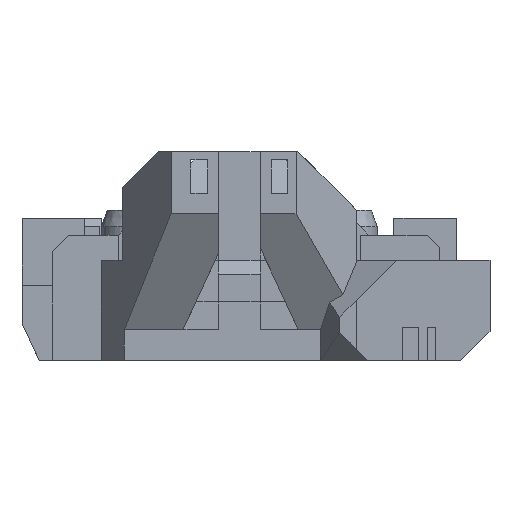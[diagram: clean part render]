
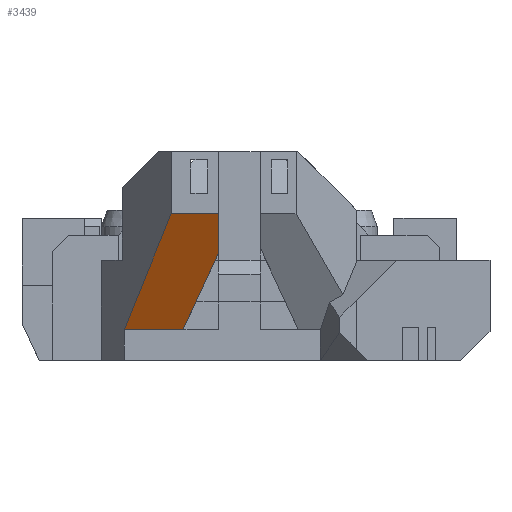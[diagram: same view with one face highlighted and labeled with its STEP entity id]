
A CAD part, front view. The second image highlights one B-rep face of the part: STEP entity #3439.
In plain terms, the highlighted planar face has unit normal (0, -0.866, -0.5).
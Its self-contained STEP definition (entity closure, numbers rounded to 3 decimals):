
#282 = PLANE('',#283);
#283 = AXIS2_PLACEMENT_3D('',#284,#285,#286);
#284 = CARTESIAN_POINT('',(0.,-12.,0.));
#285 = DIRECTION('',(0.,1.,0.));
#286 = DIRECTION('',(0.,0.,1.));
#649 = PLANE('',#650);
#650 = AXIS2_PLACEMENT_3D('',#651,#652,#653);
#651 = CARTESIAN_POINT('',(-40.604,2.787,-1.));
#652 = DIRECTION('',(-0.819,-0.574,0.));
#653 = DIRECTION('',(0.,0.,1.));
#1068 = VERTEX_POINT('',#1069);
#1069 = CARTESIAN_POINT('',(-30.249,-12.,3.706));
#1088 = EDGE_CURVE('',#1068,#1089,#1091,.T.);
#1089 = VERTEX_POINT('',#1090);
#1090 = CARTESIAN_POINT('',(-23.241,-12.,3.706));
#1091 = SURFACE_CURVE('',#1092,(#1096,#1102),.PCURVE_S1.);
#1092 = LINE('',#1093,#1094);
#1093 = CARTESIAN_POINT('',(-15.75,-12.,3.706));
#1094 = VECTOR('',#1095,1.);
#1095 = DIRECTION('',(1.,0.,0.));
#1096 = PCURVE('',#282,#1097);
#1097 = DEFINITIONAL_REPRESENTATION('',(#1098),#1101);
#1098 = B_SPLINE_CURVE_WITH_KNOTS('',1,(#1099,#1100),.UNSPECIFIED.,.F.,
  .F.,(2,2),(-15.9,-2.1),.PIECEWISE_BEZIER_KNOTS.);
#1099 = CARTESIAN_POINT('',(3.706,-31.65));
#1100 = CARTESIAN_POINT('',(3.706,-17.85));
#1101 = ( GEOMETRIC_REPRESENTATION_CONTEXT(2) 
PARAMETRIC_REPRESENTATION_CONTEXT() REPRESENTATION_CONTEXT('2D SPACE',''
  ) );
#1102 = PCURVE('',#1103,#1108);
#1103 = PLANE('',#1104);
#1104 = AXIS2_PLACEMENT_3D('',#1105,#1106,#1107);
#1105 = CARTESIAN_POINT('',(-31.5,-8.056,-3.125));
#1106 = DIRECTION('',(0.,0.866,0.5));
#1107 = DIRECTION('',(0.,-0.5,0.866));
#1108 = DEFINITIONAL_REPRESENTATION('',(#1109),#1112);
#1109 = B_SPLINE_CURVE_WITH_KNOTS('',1,(#1110,#1111),.UNSPECIFIED.,.F.,
  .F.,(2,2),(-15.9,-2.1),.PIECEWISE_BEZIER_KNOTS.);
#1110 = CARTESIAN_POINT('',(7.887,-0.15));
#1111 = CARTESIAN_POINT('',(7.887,13.65));
#1112 = ( GEOMETRIC_REPRESENTATION_CONTEXT(2) 
PARAMETRIC_REPRESENTATION_CONTEXT() REPRESENTATION_CONTEXT('2D SPACE',''
  ) );
#1294 = EDGE_CURVE('',#1068,#1295,#1297,.T.);
#1295 = VERTEX_POINT('',#1296);
#1296 = CARTESIAN_POINT('',(-24.648,-20.,17.562));
#1297 = SURFACE_CURVE('',#1298,(#1302,#1308),.PCURVE_S1.);
#1298 = LINE('',#1299,#1300);
#1299 = CARTESIAN_POINT('',(-33.901,-6.784,
    -5.328));
#1300 = VECTOR('',#1301,1.);
#1301 = DIRECTION('',(0.33,-0.472,0.817));
#1302 = PCURVE('',#649,#1303);
#1303 = DEFINITIONAL_REPRESENTATION('',(#1304),#1307);
#1304 = B_SPLINE_CURVE_WITH_KNOTS('',1,(#1305,#1306),.UNSPECIFIED.,.F.,
  .F.,(2,2),(9.357,29.699),.PIECEWISE_BEZIER_KNOTS.);
#1305 = CARTESIAN_POINT('',(3.32,-17.075));
#1306 = CARTESIAN_POINT('',(19.948,-28.795));
#1307 = ( GEOMETRIC_REPRESENTATION_CONTEXT(2) 
PARAMETRIC_REPRESENTATION_CONTEXT() REPRESENTATION_CONTEXT('2D SPACE',''
  ) );
#1308 = PCURVE('',#1103,#1309);
#1309 = DEFINITIONAL_REPRESENTATION('',(#1310),#1313);
#1310 = B_SPLINE_CURVE_WITH_KNOTS('',1,(#1311,#1312),.UNSPECIFIED.,.F.,
  .F.,(2,2),(9.357,29.699),.PIECEWISE_BEZIER_KNOTS.);
#1311 = CARTESIAN_POINT('',(6.287,0.69));
#1312 = CARTESIAN_POINT('',(25.487,7.412));
#1313 = ( GEOMETRIC_REPRESENTATION_CONTEXT(2) 
PARAMETRIC_REPRESENTATION_CONTEXT() REPRESENTATION_CONTEXT('2D SPACE',''
  ) );
#1330 = PLANE('',#1331);
#1331 = AXIS2_PLACEMENT_3D('',#1332,#1333,#1334);
#1332 = CARTESIAN_POINT('',(-30.5,-20.,3.));
#1333 = DIRECTION('',(0.,1.,0.));
#1334 = DIRECTION('',(0.,0.,1.));
#3428 = PLANE('',#3429);
#3429 = AXIS2_PLACEMENT_3D('',#3430,#3431,#3432);
#3430 = CARTESIAN_POINT('',(-28.,-22.,-6.5));
#3431 = DIRECTION('',(0.906,0.,-0.423));
#3432 = DIRECTION('',(0.423,0.,0.906));
#3439 = ADVANCED_FACE('',(#3440),#1103,.F.);
#3440 = FACE_BOUND('',#3441,.F.);
#3441 = EDGE_LOOP('',(#3442,#3470,#3489,#3490,#3491));
#3442 = ORIENTED_EDGE('',*,*,#3443,.F.);
#3443 = EDGE_CURVE('',#3444,#3446,#3448,.T.);
#3444 = VERTEX_POINT('',#3445);
#3445 = CARTESIAN_POINT('',(-19.,-17.251,12.801));
#3446 = VERTEX_POINT('',#3447);
#3447 = CARTESIAN_POINT('',(-19.,-20.,17.562));
#3448 = SURFACE_CURVE('',#3449,(#3453,#3459),.PCURVE_S1.);
#3449 = LINE('',#3450,#3451);
#3450 = CARTESIAN_POINT('',(-19.,-10.875,1.758));
#3451 = VECTOR('',#3452,1.);
#3452 = DIRECTION('',(0.,-0.5,0.866));
#3453 = PCURVE('',#1103,#3454);
#3454 = DEFINITIONAL_REPRESENTATION('',(#3455),#3458);
#3455 = B_SPLINE_CURVE_WITH_KNOTS('',1,(#3456,#3457),.UNSPECIFIED.,.F.,
  .F.,(2,2),(-1.106,20.449),.PIECEWISE_BEZIER_KNOTS.);
#3456 = CARTESIAN_POINT('',(4.532,12.5));
#3457 = CARTESIAN_POINT('',(26.087,12.5));
#3458 = ( GEOMETRIC_REPRESENTATION_CONTEXT(2) 
PARAMETRIC_REPRESENTATION_CONTEXT() REPRESENTATION_CONTEXT('2D SPACE',''
  ) );
#3459 = PCURVE('',#3460,#3465);
#3460 = PLANE('',#3461);
#3461 = AXIS2_PLACEMENT_3D('',#3462,#3463,#3464);
#3462 = CARTESIAN_POINT('',(-19.,-20.,3.));
#3463 = DIRECTION('',(1.,0.,0.));
#3464 = DIRECTION('',(0.,0.,1.));
#3465 = DEFINITIONAL_REPRESENTATION('',(#3466),#3469);
#3466 = B_SPLINE_CURVE_WITH_KNOTS('',1,(#3467,#3468),.UNSPECIFIED.,.F.,
  .F.,(2,2),(-1.106,20.449),.PIECEWISE_BEZIER_KNOTS.);
#3467 = CARTESIAN_POINT('',(-2.2,-9.678));
#3468 = CARTESIAN_POINT('',(16.467,1.1));
#3469 = ( GEOMETRIC_REPRESENTATION_CONTEXT(2) 
PARAMETRIC_REPRESENTATION_CONTEXT() REPRESENTATION_CONTEXT('2D SPACE',''
  ) );
#3470 = ORIENTED_EDGE('',*,*,#3471,.F.);
#3471 = EDGE_CURVE('',#1089,#3444,#3472,.T.);
#3472 = SURFACE_CURVE('',#3473,(#3477,#3483),.PCURVE_S1.);
#3473 = LINE('',#3474,#3475);
#3474 = CARTESIAN_POINT('',(-26.189,-8.35,
    -2.617));
#3475 = VECTOR('',#3476,1.);
#3476 = DIRECTION('',(0.374,-0.464,0.803));
#3477 = PCURVE('',#1103,#3478);
#3478 = DEFINITIONAL_REPRESENTATION('',(#3479),#3482);
#3479 = B_SPLINE_CURVE_WITH_KNOTS('',1,(#3480,#3481),.UNSPECIFIED.,.F.,
  .F.,(2,2),(5.717,22.477),.PIECEWISE_BEZIER_KNOTS.);
#3480 = CARTESIAN_POINT('',(5.887,7.451));
#3481 = CARTESIAN_POINT('',(21.429,13.727));
#3482 = ( GEOMETRIC_REPRESENTATION_CONTEXT(2) 
PARAMETRIC_REPRESENTATION_CONTEXT() REPRESENTATION_CONTEXT('2D SPACE',''
  ) );
#3483 = PCURVE('',#3428,#3484);
#3484 = DEFINITIONAL_REPRESENTATION('',(#3485),#3488);
#3485 = B_SPLINE_CURVE_WITH_KNOTS('',1,(#3486,#3487),.UNSPECIFIED.,.F.,
  .F.,(2,2),(5.717,22.477),.PIECEWISE_BEZIER_KNOTS.);
#3486 = CARTESIAN_POINT('',(9.35,-11.));
#3487 = CARTESIAN_POINT('',(24.2,-3.229));
#3488 = ( GEOMETRIC_REPRESENTATION_CONTEXT(2) 
PARAMETRIC_REPRESENTATION_CONTEXT() REPRESENTATION_CONTEXT('2D SPACE',''
  ) );
#3489 = ORIENTED_EDGE('',*,*,#1088,.F.);
#3490 = ORIENTED_EDGE('',*,*,#1294,.T.);
#3491 = ORIENTED_EDGE('',*,*,#3492,.T.);
#3492 = EDGE_CURVE('',#1295,#3446,#3493,.T.);
#3493 = SURFACE_CURVE('',#3494,(#3498,#3504),.PCURVE_S1.);
#3494 = LINE('',#3495,#3496);
#3495 = CARTESIAN_POINT('',(-31.,-20.,17.562));
#3496 = VECTOR('',#3497,1.);
#3497 = DIRECTION('',(1.,0.,0.));
#3498 = PCURVE('',#1103,#3499);
#3499 = DEFINITIONAL_REPRESENTATION('',(#3500),#3503);
#3500 = B_SPLINE_CURVE_WITH_KNOTS('',1,(#3501,#3502),.UNSPECIFIED.,.F.,
  .F.,(2,2),(-0.65,13.15),.PIECEWISE_BEZIER_KNOTS.);
#3501 = CARTESIAN_POINT('',(23.887,-0.15));
#3502 = CARTESIAN_POINT('',(23.887,13.65));
#3503 = ( GEOMETRIC_REPRESENTATION_CONTEXT(2) 
PARAMETRIC_REPRESENTATION_CONTEXT() REPRESENTATION_CONTEXT('2D SPACE',''
  ) );
#3504 = PCURVE('',#1330,#3505);
#3505 = DEFINITIONAL_REPRESENTATION('',(#3506),#3509);
#3506 = B_SPLINE_CURVE_WITH_KNOTS('',1,(#3507,#3508),.UNSPECIFIED.,.F.,
  .F.,(2,2),(-0.65,13.15),.PIECEWISE_BEZIER_KNOTS.);
#3507 = CARTESIAN_POINT('',(14.562,-1.15));
#3508 = CARTESIAN_POINT('',(14.562,12.65));
#3509 = ( GEOMETRIC_REPRESENTATION_CONTEXT(2) 
PARAMETRIC_REPRESENTATION_CONTEXT() REPRESENTATION_CONTEXT('2D SPACE',''
  ) );
